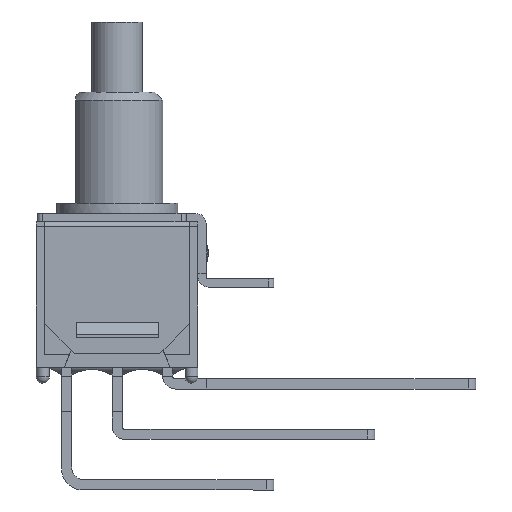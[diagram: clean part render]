
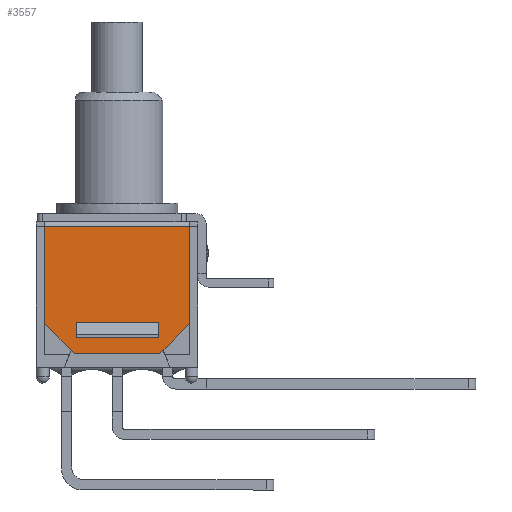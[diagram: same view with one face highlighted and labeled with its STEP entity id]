
A CAD part, front view. The second image highlights one B-rep face of the part: STEP entity #3557.
In plain terms, the highlighted planar face has unit normal (0, -1, 0).
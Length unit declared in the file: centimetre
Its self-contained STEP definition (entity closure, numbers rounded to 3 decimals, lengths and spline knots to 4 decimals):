
#34=FACE_BOUND('',#507,.T.);
#126=PLANE('',#3834);
#309=FACE_OUTER_BOUND('',#506,.T.);
#506=EDGE_LOOP('',(#2972,#2973,#2974,#2975,#2976,#2977));
#507=EDGE_LOOP('',(#2978,#2979,#2980,#2981,#2982,#2983));
#806=LINE('',#5658,#1225);
#834=LINE('',#5719,#1253);
#835=LINE('',#5723,#1254);
#836=LINE('',#5725,#1255);
#837=LINE('',#5727,#1256);
#838=LINE('',#5729,#1257);
#839=LINE('',#5730,#1258);
#840=LINE('',#5732,#1259);
#841=LINE('',#5734,#1260);
#842=LINE('',#5736,#1261);
#843=LINE('',#5738,#1262);
#844=LINE('',#5739,#1263);
#1225=VECTOR('',#4495,1.);
#1253=VECTOR('',#4545,1.);
#1254=VECTOR('',#4550,1.);
#1255=VECTOR('',#4551,1.);
#1256=VECTOR('',#4552,1.);
#1257=VECTOR('',#4553,1.);
#1258=VECTOR('',#4554,1.);
#1259=VECTOR('',#4555,1.);
#1260=VECTOR('',#4556,1.);
#1261=VECTOR('',#4557,1.);
#1262=VECTOR('',#4558,1.);
#1263=VECTOR('',#4559,1.);
#1711=VERTEX_POINT('',#5654);
#1713=VERTEX_POINT('',#5657);
#1734=VERTEX_POINT('',#5716);
#1735=VERTEX_POINT('',#5718);
#1736=VERTEX_POINT('',#5722);
#1737=VERTEX_POINT('',#5724);
#1738=VERTEX_POINT('',#5726);
#1739=VERTEX_POINT('',#5728);
#1740=VERTEX_POINT('',#5731);
#1741=VERTEX_POINT('',#5733);
#1742=VERTEX_POINT('',#5735);
#1743=VERTEX_POINT('',#5737);
#2144=EDGE_CURVE('',#1713,#1711,#806,.T.);
#2173=EDGE_CURVE('',#1734,#1735,#834,.T.);
#2175=EDGE_CURVE('',#1734,#1736,#835,.T.);
#2176=EDGE_CURVE('',#1736,#1737,#836,.T.);
#2177=EDGE_CURVE('',#1738,#1737,#837,.T.);
#2178=EDGE_CURVE('',#1738,#1739,#838,.T.);
#2179=EDGE_CURVE('',#1739,#1735,#839,.T.);
#2180=EDGE_CURVE('',#1740,#1711,#840,.T.);
#2181=EDGE_CURVE('',#1741,#1740,#841,.T.);
#2182=EDGE_CURVE('',#1742,#1741,#842,.T.);
#2183=EDGE_CURVE('',#1742,#1743,#843,.T.);
#2184=EDGE_CURVE('',#1743,#1713,#844,.T.);
#2972=ORIENTED_EDGE('',*,*,#2173,.F.);
#2973=ORIENTED_EDGE('',*,*,#2175,.T.);
#2974=ORIENTED_EDGE('',*,*,#2176,.T.);
#2975=ORIENTED_EDGE('',*,*,#2177,.F.);
#2976=ORIENTED_EDGE('',*,*,#2178,.T.);
#2977=ORIENTED_EDGE('',*,*,#2179,.T.);
#2978=ORIENTED_EDGE('',*,*,#2144,.T.);
#2979=ORIENTED_EDGE('',*,*,#2180,.F.);
#2980=ORIENTED_EDGE('',*,*,#2181,.F.);
#2981=ORIENTED_EDGE('',*,*,#2182,.F.);
#2982=ORIENTED_EDGE('',*,*,#2183,.T.);
#2983=ORIENTED_EDGE('',*,*,#2184,.T.);
#3557=ADVANCED_FACE('',(#309,#34),#126,.T.);
#3834=AXIS2_PLACEMENT_3D('',#5721,#4548,#4549);
#4495=DIRECTION('',(0.,0.,-1.));
#4545=DIRECTION('',(1.,0.,0.));
#4548=DIRECTION('center_axis',(0.,-1.,0.));
#4549=DIRECTION('ref_axis',(0.,0.,
1.));
#4550=DIRECTION('',(0.,0.,-1.));
#4551=DIRECTION('',(0.707,0.,-0.707));
#4552=DIRECTION('',(-1.,0.,0.));
#4553=DIRECTION('',(0.707,0.,0.707));
#4554=DIRECTION('',(0.,0.,1.));
#4555=DIRECTION('',(0.,0.,1.));
#4556=DIRECTION('',(1.,0.,0.));
#4557=DIRECTION('',(0.,0.,-1.));
#4558=DIRECTION('',(0.,0.,1.));
#4559=DIRECTION('',(1.,0.,0.));
#5654=CARTESIAN_POINT('',(0.2065,-0.254,0.1637));
#5657=CARTESIAN_POINT('',(0.2065,-0.254,0.228));
#5658=CARTESIAN_POINT('',(0.2065,-0.254,0.149));
#5716=CARTESIAN_POINT('',(-0.365,-0.254,0.708));
#5718=CARTESIAN_POINT('',(0.365,-0.254,0.708));
#5719=CARTESIAN_POINT('',(0.2033,-0.254,0.708));
#5721=CARTESIAN_POINT('Origin',(0.4065,-0.254,0.07));
#5722=CARTESIAN_POINT('',(-0.365,-0.254,0.22));
#5723=CARTESIAN_POINT('',(-0.365,-0.254,0.389));
#5724=CARTESIAN_POINT('',(-0.215,-0.254,0.07));
#5725=CARTESIAN_POINT('',(-0.1346,-0.254,-0.0104));
#5726=CARTESIAN_POINT('',(0.215,-0.254,0.07));
#5727=CARTESIAN_POINT('',(0.4065,-0.254,0.07));
#5728=CARTESIAN_POINT('',(0.365,-0.254,0.22));
#5729=CARTESIAN_POINT('',(0.2629,-0.254,0.1179));
#5730=CARTESIAN_POINT('',(0.365,-0.254,0.145));
#5731=CARTESIAN_POINT('',(0.2065,-0.254,0.148));
#5732=CARTESIAN_POINT('',(0.2065,-0.254,0.074));
#5733=CARTESIAN_POINT('',(-0.2065,-0.254,0.148));
#5734=CARTESIAN_POINT('',(0.1,-0.254,0.148));
#5735=CARTESIAN_POINT('',(-0.2065,-0.254,0.1637));
#5736=CARTESIAN_POINT('',(-0.2065,-0.254,0.114));
#5737=CARTESIAN_POINT('',(-0.2065,-0.254,0.228));
#5738=CARTESIAN_POINT('',(-0.2065,-0.254,0.109));
#5739=CARTESIAN_POINT('',(0.1,-0.254,0.228));
